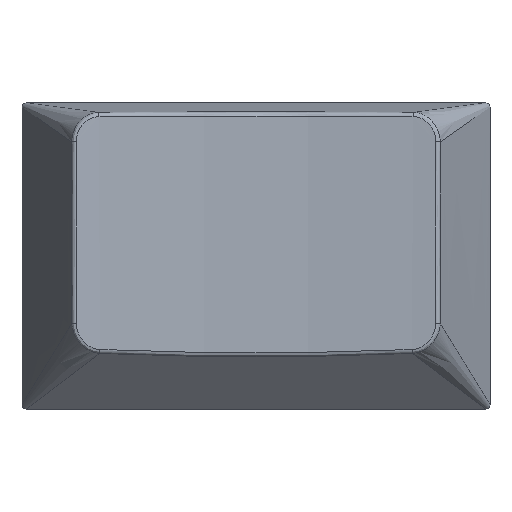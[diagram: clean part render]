
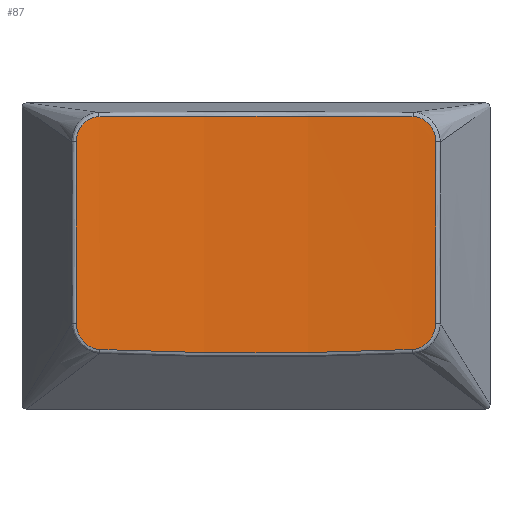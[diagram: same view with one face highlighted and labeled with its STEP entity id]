
A CAD part, top view. The second image highlights one B-rep face of the part: STEP entity #87.
In plain terms, the highlighted cylindrical face has radius 96.826 mm (diameter 193.652 mm), a partial arc.
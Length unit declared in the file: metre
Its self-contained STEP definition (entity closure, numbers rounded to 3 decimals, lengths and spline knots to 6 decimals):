
#87=ADVANCED_FACE('0:128',(#180),#181,.F.);
#180=FACE_OUTER_BOUND('',#2485,.T.);
#181=CYLINDRICAL_SURFACE('',#2486,0.096826);
#2485=EDGE_LOOP('',(#2847,#2848,#2849,#2850,#2851,#2852,#2853,#2854));
#2486=AXIS2_PLACEMENT_3D('',#2855,#2856,#2857);
#2847=ORIENTED_EDGE('',*,*,#3068,.F.);
#2848=ORIENTED_EDGE('',*,*,#3071,.F.);
#2849=ORIENTED_EDGE('',*,*,#3077,.F.);
#2850=ORIENTED_EDGE('',*,*,#3082,.F.);
#2851=ORIENTED_EDGE('',*,*,#3088,.F.);
#2852=ORIENTED_EDGE('',*,*,#3086,.F.);
#2853=ORIENTED_EDGE('',*,*,#3080,.F.);
#2854=ORIENTED_EDGE('',*,*,#3074,.F.);
#2855=CARTESIAN_POINT('',(0.000215,0.007517,0.103262));
#2856=DIRECTION('',(0.,-1.,0.022));
#2857=DIRECTION('',(-1.0,0.,0.));
#3068=EDGE_CURVE('0:434',#3276,#3271,#3278,.T.);
#3071=EDGE_CURVE('0:443',#3281,#3276,#3283,.T.);
#3074=EDGE_CURVE('0:452',#3271,#3284,#3288,.T.);
#3077=EDGE_CURVE('0:461',#3291,#3281,#3293,.T.);
#3080=EDGE_CURVE('0:470',#3284,#3294,#3298,.T.);
#3082=EDGE_CURVE('0:476',#3300,#3291,#3302,.T.);
#3086=EDGE_CURVE('0:488',#3294,#3304,#3308,.T.);
#3088=EDGE_CURVE('0:494',#3304,#3300,#3310,.T.);
#3271=VERTEX_POINT('',#5689);
#3276=VERTEX_POINT('',#5700);
#3278=B_SPLINE_CURVE_WITH_KNOTS('',3,(#5702,#5703,#5704,#5705,#5706,#5707,#5708),.UNSPECIFIED.,.F.,.F.,(4,1,1,1,4),(0.,0.656382,1.312765,1.640956,2.297338),.UNSPECIFIED.);
#3281=VERTEX_POINT('',#5711);
#3283=ELLIPSE('',#5713,0.076873,0.066516);
#3284=VERTEX_POINT('',#5714);
#3288=B_SPLINE_CURVE_WITH_KNOTS('',3,(#5722,#5723,#5724,#5725,#5726),.UNSPECIFIED.,.F.,.F.,(4,1,4),(0.,4.571821,10.667581),.UNSPECIFIED.);
#3291=VERTEX_POINT('',#5735);
#3293=B_SPLINE_CURVE_WITH_KNOTS('',3,(#5737,#5738,#5739,#5740,#5741,#5742,#5743),.UNSPECIFIED.,.F.,.F.,(4,1,1,1,4),(0.,0.656382,0.984573,1.640956,2.297338),.UNSPECIFIED.);
#3294=VERTEX_POINT('',#5744);
#3298=B_SPLINE_CURVE_WITH_KNOTS('',3,(#5753,#5754,#5755,#5756,#5757,#5758),.UNSPECIFIED.,.F.,.F.,(4,1,1,4),(0.,0.953512,1.589186,2.22486),.UNSPECIFIED.);
#3300=VERTEX_POINT('',#5760);
#3302=B_SPLINE_CURVE_WITH_KNOTS('',3,(#5762,#5763,#5764,#5765,#5766),.UNSPECIFIED.,.F.,.F.,(4,1,4),(-10.667581,-4.571821,0.),.UNSPECIFIED.);
#3304=VERTEX_POINT('',#5772);
#3308=ELLIPSE('',#5776,0.083407,0.072154);
#3310=B_SPLINE_CURVE_WITH_KNOTS('',3,(#5784,#5785,#5786,#5787,#5788,#5789,#5790),.UNSPECIFIED.,.F.,.F.,(4,1,1,1,4),(0.,0.63568,0.95352,1.5892,2.224879),.UNSPECIFIED.);
#5689=CARTESIAN_POINT('',(-0.01036,-0.003995,0.007243));
#5700=CARTESIAN_POINT('',(-0.008964,-0.005544,0.007134));
#5702=CARTESIAN_POINT('',(-0.008964,-0.005544,0.007134));
#5703=CARTESIAN_POINT('',(-0.009181,-0.005534,0.007155));
#5704=CARTESIAN_POINT('',(-0.009607,-0.005399,0.007194));
#5705=CARTESIAN_POINT('',(-0.010014,-0.005018,0.007228));
#5706=CARTESIAN_POINT('',(-0.010286,-0.004541,0.007247));
#5707=CARTESIAN_POINT('',(-0.01036,-0.004214,0.007248));
#5708=CARTESIAN_POINT('',(-0.01036,-0.003995,0.007243));
#5711=CARTESIAN_POINT('',(0.009394,-0.005544,0.007134));
#5713=AXIS2_PLACEMENT_3D('',#5999,#6000,#6001);
#5714=CARTESIAN_POINT('',(-0.010363,0.00667,0.007011));
#5722=CARTESIAN_POINT('',(-0.01036,-0.003995,0.007243));
#5723=CARTESIAN_POINT('',(-0.01036,-0.002472,0.00721));
#5724=CARTESIAN_POINT('',(-0.010361,0.001083,0.007133));
#5725=CARTESIAN_POINT('',(-0.010363,0.004638,0.007056));
#5726=CARTESIAN_POINT('',(-0.010363,0.00667,0.007011));
#5735=CARTESIAN_POINT('',(0.01079,-0.003995,0.007243));
#5737=CARTESIAN_POINT('',(0.01079,-0.003995,0.007243));
#5738=CARTESIAN_POINT('',(0.01079,-0.004214,0.007248));
#5739=CARTESIAN_POINT('',(0.010717,-0.004541,0.007247));
#5740=CARTESIAN_POINT('',(0.010445,-0.005018,0.007228));
#5741=CARTESIAN_POINT('',(0.010038,-0.005399,0.007194));
#5742=CARTESIAN_POINT('',(0.009612,-0.005534,0.007155));
#5743=CARTESIAN_POINT('',(0.009394,-0.005544,0.007134));
#5744=CARTESIAN_POINT('',(-0.009019,0.008154,0.00684));
#5753=CARTESIAN_POINT('',(-0.010363,0.00667,0.007011));
#5754=CARTESIAN_POINT('',(-0.010363,0.006987,0.007004));
#5755=CARTESIAN_POINT('',(-0.010197,0.007515,0.006974));
#5756=CARTESIAN_POINT('',(-0.009646,0.008031,0.006905));
#5757=CARTESIAN_POINT('',(-0.009229,0.008152,0.006861));
#5758=CARTESIAN_POINT('',(-0.009019,0.008154,0.00684));
#5760=CARTESIAN_POINT('',(0.010794,0.00667,0.007011));
#5762=CARTESIAN_POINT('',(0.010794,0.00667,0.007011));
#5763=CARTESIAN_POINT('',(0.010794,0.004638,0.007056));
#5764=CARTESIAN_POINT('',(0.010792,0.001083,0.007133));
#5765=CARTESIAN_POINT('',(0.01079,-0.002472,0.00721));
#5766=CARTESIAN_POINT('',(0.01079,-0.003995,0.007243));
#5772=CARTESIAN_POINT('',(0.009449,0.008154,0.00684));
#5776=AXIS2_PLACEMENT_3D('',#6020,#6021,#6022);
#5784=CARTESIAN_POINT('',(0.009449,0.008154,0.00684));
#5785=CARTESIAN_POINT('',(0.00966,0.008152,0.006861));
#5786=CARTESIAN_POINT('',(0.009972,0.008062,0.006894));
#5787=CARTESIAN_POINT('',(0.010398,0.007747,0.006945));
#5788=CARTESIAN_POINT('',(0.010706,0.007304,0.006988));
#5789=CARTESIAN_POINT('',(0.010794,0.006881,0.007007));
#5790=CARTESIAN_POINT('',(0.010794,0.00667,0.007011));
#5999=CARTESIAN_POINT('',(0.000215,0.022395,0.066973));
#6000=DIRECTION('',(0.,0.906,-0.423));
#6001=DIRECTION('',(1.,0.,0.));
#6020=CARTESIAN_POINT('',(0.000215,0.001972,0.078284));
#6021=DIRECTION('',(0.,-0.996,-0.086));
#6022=DIRECTION('',(1.,0.,0.));
